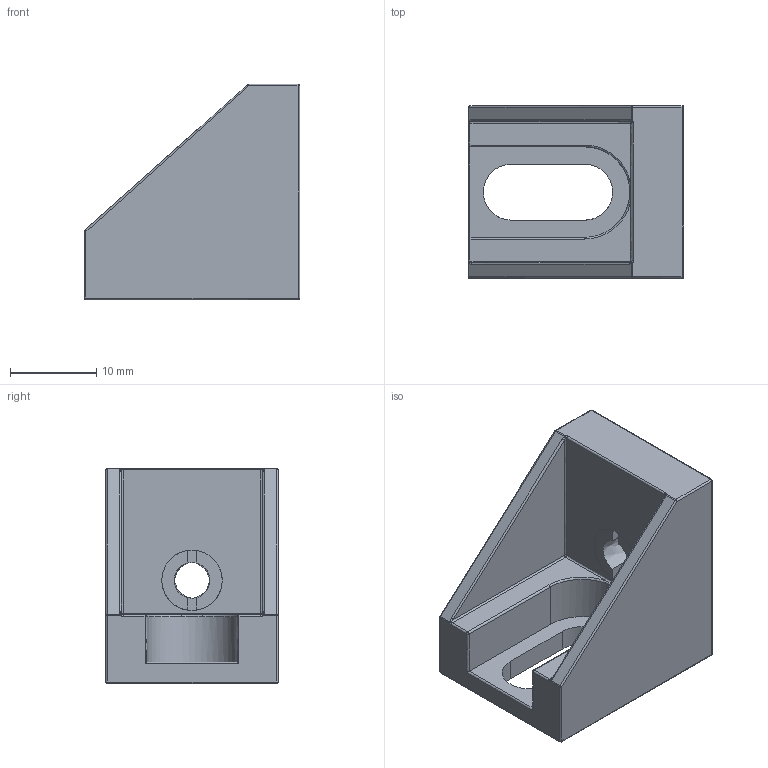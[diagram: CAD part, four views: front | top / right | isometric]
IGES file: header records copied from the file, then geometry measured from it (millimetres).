
Global section: file name: 623030; native system: Autodesk Inventor 2021; preprocessor: unknown; author: Mrówczyńska,,; organization: 11; date: 20221018.074919; units: millimetre
Bounding box: 25 x 20 x 25 mm (x, y, z)
Volume: 5284.7 mm3; surface area: 3595.1 mm2
Topology: 2 solids, 2 shells, 94 faces, 219 edges, 114 vertices
Faces by surface type: bspline 94
